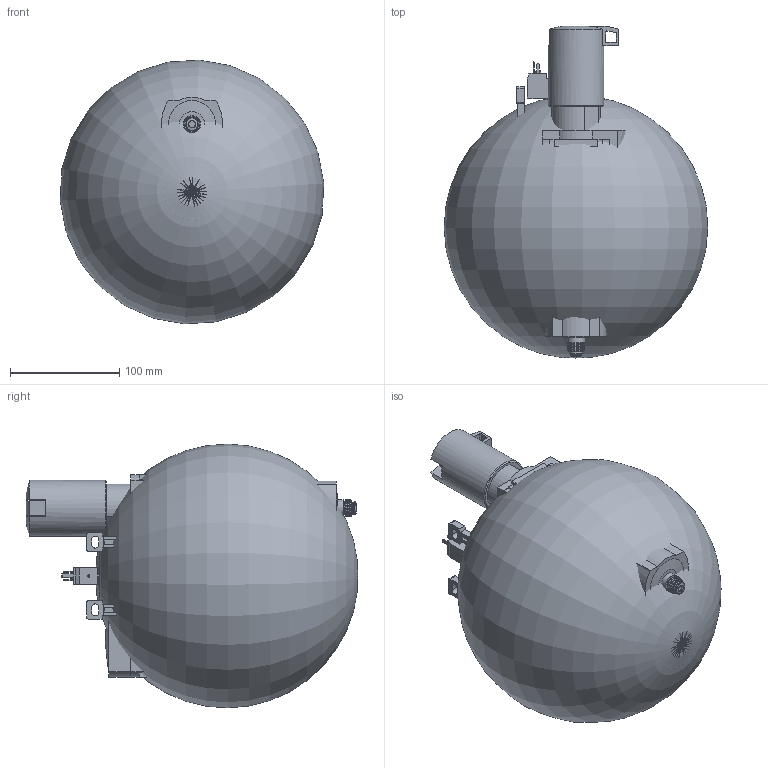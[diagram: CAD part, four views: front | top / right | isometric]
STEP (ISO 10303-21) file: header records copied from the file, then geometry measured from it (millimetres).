
FILE_DESCRIPTION(/* description */ ('STEP AP214'),/* implementation_level */ '2;1');
FILE_NAME(/* name */ '550509_MSB6N-1_2_J2D7A1-WP',/* time_stamp */ '2024-09-11T19:19:29+02:00',/* author */ ('License CC BY-ND 4.0'),/* organization */ ('CADENAS'),/* preprocessor_version */ 'ST-DEVELOPER v19.3',/* originating_system */ 'PARTsolutions',/* authorisation */ ' ');
FILE_SCHEMA (('AUTOMOTIVE_DESIGN {1 0 10303 214 3 1 1}'));
Length unit declared in the file: millimetre
Products named in the file (7): 550509 MSB6N-1/2:J2D7A1-WP; 527667 MS6N-LFR-1/2-D7-E-R-V-AS 1D; KOND MS6-1-3; 527683 MS6N-EE-1/2-10V241d; 8134994 MS6-MV-B---(0_p); 532195 MS6-WP---(w); 527685 MS6N-DL-1/21d
Assembly tree (8 placements, depth 2):
  550509 MSB6N-1/2:J2D7A1-WP
    527667 MS6N-LFR-1/2-D7-E-R-V-AS 1D
    KOND MS6-1-3
    527683 MS6N-EE-1/2-10V241d
    8134994 MS6-MV-B---(0_p)  x2
    532195 MS6-WP---(w)  x2
    527685 MS6N-DL-1/21d
Bounding box: 240.94 x 303.3 x 241.08 mm (x, y, z)
Volume: 1653221 mm3; surface area: 568608.3 mm2
Topology: 8 solids, 9 shells, 1171 faces, 3126 edges, 2043 vertices
Faces by surface type: plane 819, cylinder 256, cone 59, torus 32, sphere 5
Full cylindrical faces by diameter (mm): 0.4 x1, 2 x1, 2.013 x1, 2.5 x1, 3.242 x4, 3.4 x4, 3.8 x1, 4 x4, 4.6 x4, 4.8 x1, 5 x1, 5.5 x8, 6 x1, 7 x1, 7.6 x4, 7.8 x4, 9.4 x1, 11 x1, 11.4 x1, 11.6 x1, 11.8 x1, 15.8 x1, 30 x1, 40 x1, 50 x1, 51 x1, 60 x1
Entity records: 37035 total; most frequent: CARTESIAN_POINT 5688, ORIENTED_EDGE 5078, DIRECTION 5056, EDGE_CURVE 2539, LINE 1860, VECTOR 1860, VERTEX_POINT 1716, AXIS2_PLACEMENT_3D 1598
